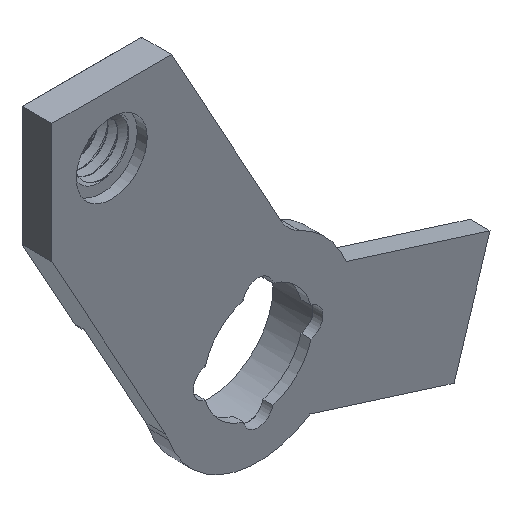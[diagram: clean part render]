
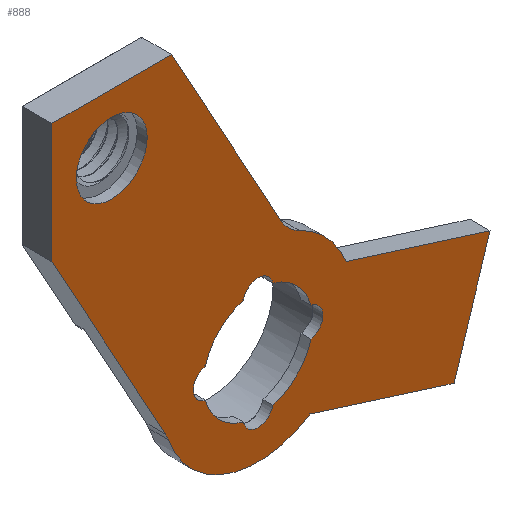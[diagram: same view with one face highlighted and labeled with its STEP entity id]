
A CAD part, isometric view. The second image highlights one B-rep face of the part: STEP entity #888.
In plain terms, the highlighted planar face has unit normal (0, -1, 0).
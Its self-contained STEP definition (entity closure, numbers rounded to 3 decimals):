
#20=FACE_BOUND('',#218,.T.);
#21=FACE_BOUND('',#219,.T.);
#35=CIRCLE('',#960,4.75);
#36=CIRCLE('',#962,4.75);
#41=CIRCLE('',#974,2.);
#42=CIRCLE('',#976,2.);
#43=CIRCLE('',#978,1.78);
#44=CIRCLE('',#979,0.75);
#45=CIRCLE('',#980,2.75);
#46=CIRCLE('',#981,0.75);
#47=CIRCLE('',#982,2.75);
#48=CIRCLE('',#983,0.75);
#49=CIRCLE('',#984,2.75);
#50=CIRCLE('',#985,0.75);
#51=CIRCLE('',#986,2.75);
#82=PLANE('',#977);
#165=FACE_OUTER_BOUND('',#217,.T.);
#217=EDGE_LOOP('',(#683,#684,#685,#686,#687,#688,#689,#690,#691,#692,#693));
#218=EDGE_LOOP('',(#694));
#219=EDGE_LOOP('',(#695,#696,#697,#698,#699,#700,#701,#702));
#272=LINE('',#1941,#332);
#282=LINE('',#1984,#342);
#284=LINE('',#1988,#344);
#300=LINE('',#2031,#360);
#303=LINE('',#2041,#363);
#304=LINE('',#2043,#364);
#305=LINE('',#2044,#365);
#332=VECTOR('',#1048,10.);
#342=VECTOR('',#1088,10.);
#344=VECTOR('',#1092,10.);
#360=VECTOR('',#1136,10.);
#363=VECTOR('',#1149,10.);
#364=VECTOR('',#1150,10.);
#365=VECTOR('',#1151,10.);
#395=VERTEX_POINT('',#1939);
#396=VERTEX_POINT('',#1940);
#414=VERTEX_POINT('',#1983);
#415=VERTEX_POINT('',#1987);
#416=VERTEX_POINT('',#1991);
#417=VERTEX_POINT('',#1995);
#427=VERTEX_POINT('',#2028);
#428=VERTEX_POINT('',#2030);
#429=VERTEX_POINT('',#2034);
#430=VERTEX_POINT('',#2040);
#431=VERTEX_POINT('',#2042);
#432=VERTEX_POINT('',#2045);
#433=VERTEX_POINT('',#2047);
#434=VERTEX_POINT('',#2048);
#435=VERTEX_POINT('',#2050);
#436=VERTEX_POINT('',#2052);
#437=VERTEX_POINT('',#2054);
#438=VERTEX_POINT('',#2056);
#439=VERTEX_POINT('',#2058);
#440=VERTEX_POINT('',#2060);
#476=EDGE_CURVE('',#395,#396,#272,.T.);
#497=EDGE_CURVE('',#414,#395,#282,.T.);
#499=EDGE_CURVE('',#415,#396,#284,.T.);
#502=EDGE_CURVE('',#416,#414,#35,.T.);
#503=EDGE_CURVE('',#415,#417,#36,.T.);
#521=EDGE_CURVE('',#427,#428,#300,.T.);
#523=EDGE_CURVE('',#429,#416,#41,.T.);
#525=EDGE_CURVE('',#417,#427,#42,.T.);
#526=EDGE_CURVE('',#430,#429,#303,.T.);
#527=EDGE_CURVE('',#430,#431,#304,.T.);
#528=EDGE_CURVE('',#431,#428,#305,.T.);
#529=EDGE_CURVE('',#432,#432,#43,.T.);
#530=EDGE_CURVE('',#433,#434,#44,.T.);
#531=EDGE_CURVE('',#434,#435,#45,.T.);
#532=EDGE_CURVE('',#435,#436,#46,.T.);
#533=EDGE_CURVE('',#436,#437,#47,.T.);
#534=EDGE_CURVE('',#437,#438,#48,.T.);
#535=EDGE_CURVE('',#438,#439,#49,.T.);
#536=EDGE_CURVE('',#439,#440,#50,.T.);
#537=EDGE_CURVE('',#440,#433,#51,.T.);
#683=ORIENTED_EDGE('',*,*,#502,.F.);
#684=ORIENTED_EDGE('',*,*,#523,.F.);
#685=ORIENTED_EDGE('',*,*,#526,.F.);
#686=ORIENTED_EDGE('',*,*,#527,.T.);
#687=ORIENTED_EDGE('',*,*,#528,.T.);
#688=ORIENTED_EDGE('',*,*,#521,.F.);
#689=ORIENTED_EDGE('',*,*,#525,.F.);
#690=ORIENTED_EDGE('',*,*,#503,.F.);
#691=ORIENTED_EDGE('',*,*,#499,.T.);
#692=ORIENTED_EDGE('',*,*,#476,.F.);
#693=ORIENTED_EDGE('',*,*,#497,.F.);
#694=ORIENTED_EDGE('',*,*,#529,.T.);
#695=ORIENTED_EDGE('',*,*,#530,.T.);
#696=ORIENTED_EDGE('',*,*,#531,.T.);
#697=ORIENTED_EDGE('',*,*,#532,.T.);
#698=ORIENTED_EDGE('',*,*,#533,.T.);
#699=ORIENTED_EDGE('',*,*,#534,.T.);
#700=ORIENTED_EDGE('',*,*,#535,.T.);
#701=ORIENTED_EDGE('',*,*,#536,.T.);
#702=ORIENTED_EDGE('',*,*,#537,.T.);
#888=ADVANCED_FACE('',(#165,#20,#21),#82,.T.);
#960=AXIS2_PLACEMENT_3D('',#1993,#1097,#1098);
#962=AXIS2_PLACEMENT_3D('',#1996,#1101,#1102);
#974=AXIS2_PLACEMENT_3D('',#2035,#1140,#1141);
#976=AXIS2_PLACEMENT_3D('',#2038,#1145,#1146);
#977=AXIS2_PLACEMENT_3D('',#2039,#1147,#1148);
#978=AXIS2_PLACEMENT_3D('',#2046,#1152,#1153);
#979=AXIS2_PLACEMENT_3D('',#2049,#1154,#1155);
#980=AXIS2_PLACEMENT_3D('',#2051,#1156,#1157);
#981=AXIS2_PLACEMENT_3D('',#2053,#1158,#1159);
#982=AXIS2_PLACEMENT_3D('',#2055,#1160,#1161);
#983=AXIS2_PLACEMENT_3D('',#2057,#1162,#1163);
#984=AXIS2_PLACEMENT_3D('',#2059,#1164,#1165);
#985=AXIS2_PLACEMENT_3D('',#2061,#1166,#1167);
#986=AXIS2_PLACEMENT_3D('',#2062,#1168,#1169);
#1048=DIRECTION('',(-0.301,0.,-0.954));
#1088=DIRECTION('',(0.954,0.,-0.301));
#1092=DIRECTION('',(0.954,0.,-0.301));
#1097=DIRECTION('center_axis',(0.,1.,0.));
#1098=DIRECTION('ref_axis',(1.,0.,0.));
#1101=DIRECTION('center_axis',(0.,1.,0.));
#1102=DIRECTION('ref_axis',(1.,0.,0.));
#1136=DIRECTION('',(-0.483,0.,0.876));
#1140=DIRECTION('center_axis',(0.,-1.,0.));
#1141=DIRECTION('ref_axis',(-0.687,0.,-0.726));
#1145=DIRECTION('center_axis',(0.,-1.,0.));
#1146=DIRECTION('ref_axis',(0.914,0.,0.406));
#1147=DIRECTION('center_axis',(0.,-1.,0.));
#1148=DIRECTION('ref_axis',(0.,0.,
-1.));
#1149=DIRECTION('',(0.483,0.,-0.876));
#1150=DIRECTION('',(-1.,0.,0.));
#1151=DIRECTION('',(0.,0.,-1.));
#1152=DIRECTION('center_axis',(0.,1.,0.));
#1153=DIRECTION('ref_axis',(-1.,0.,0.));
#1154=DIRECTION('center_axis',(0.,1.,0.));
#1155=DIRECTION('ref_axis',(1.,0.,0.));
#1156=DIRECTION('center_axis',(0.,1.,0.));
#1157=DIRECTION('ref_axis',(-1.,0.,0.));
#1158=DIRECTION('center_axis',(0.,1.,0.));
#1159=DIRECTION('ref_axis',(1.,0.,0.));
#1160=DIRECTION('center_axis',(0.,1.,0.));
#1161=DIRECTION('ref_axis',(-1.,0.,0.));
#1162=DIRECTION('center_axis',(0.,1.,0.));
#1163=DIRECTION('ref_axis',(1.,0.,0.));
#1164=DIRECTION('center_axis',(0.,1.,0.));
#1165=DIRECTION('ref_axis',(-1.,0.,0.));
#1166=DIRECTION('center_axis',(0.,1.,0.));
#1167=DIRECTION('ref_axis',(1.,0.,0.));
#1168=DIRECTION('center_axis',(0.,1.,0.));
#1169=DIRECTION('ref_axis',(-1.,0.,0.));
#1939=CARTESIAN_POINT('',(11.631,-1.,-0.522));
#1940=CARTESIAN_POINT('',(9.827,-1.,-6.244));
#1941=CARTESIAN_POINT('',(11.631,-1.,-0.522));
#1983=CARTESIAN_POINT('',(4.414,-1.,1.754));
#1984=CARTESIAN_POINT('',(9.291,-1.,0.216));
#1987=CARTESIAN_POINT('',(2.61,-1.,-3.969));
#1988=CARTESIAN_POINT('',(9.112,-1.,-6.019));
#1991=CARTESIAN_POINT('',(2.061,-1.,4.279));
#1993=CARTESIAN_POINT('Origin',(0.,-1.,0.));
#1995=CARTESIAN_POINT('',(-4.491,-1.,-1.548));
#1996=CARTESIAN_POINT('Origin',(0.,-1.,0.));
#2028=CARTESIAN_POINT('',(-4.63,-1.,-1.234));
#2030=CARTESIAN_POINT('',(-10.344,-1.,9.125));
#2031=CARTESIAN_POINT('',(-8.647,-1.,6.049));
#2034=CARTESIAN_POINT('',(1.178,-1.,5.115));
#2035=CARTESIAN_POINT('Origin',(2.929,-1.,6.081));
#2038=CARTESIAN_POINT('Origin',(-6.381,-1.,-2.2));
#2039=CARTESIAN_POINT('Origin',(-9.8,-1.,15.454));
#2040=CARTESIAN_POINT('',(-4.344,-1.,15.125));
#2041=CARTESIAN_POINT('',(0.888,-1.,5.641));
#2042=CARTESIAN_POINT('',(-10.344,-1.,15.125));
#2043=CARTESIAN_POINT('',(8.696,-1.,15.125));
#2044=CARTESIAN_POINT('',(-10.344,-1.,15.125));
#2045=CARTESIAN_POINT('',(-5.564,-1.,12.125));
#2046=CARTESIAN_POINT('Origin',(-7.344,-1.,12.125));
#2047=CARTESIAN_POINT('',(-2.65,-1.,-0.735));
#2048=CARTESIAN_POINT('',(-2.65,-1.,0.735));
#2049=CARTESIAN_POINT('Origin',(-2.5,-1.,0.));
#2050=CARTESIAN_POINT('',(-0.735,-1.,2.65));
#2051=CARTESIAN_POINT('Origin',(0.,-1.,0.));
#2052=CARTESIAN_POINT('',(0.735,-1.,2.65));
#2053=CARTESIAN_POINT('Origin',(0.,-1.,2.5));
#2054=CARTESIAN_POINT('',(2.65,-1.,0.735));
#2055=CARTESIAN_POINT('Origin',(0.,-1.,0.));
#2056=CARTESIAN_POINT('',(2.65,-1.,-0.735));
#2057=CARTESIAN_POINT('Origin',(2.5,-1.,0.));
#2058=CARTESIAN_POINT('',(0.735,-1.,-2.65));
#2059=CARTESIAN_POINT('Origin',(0.,-1.,0.));
#2060=CARTESIAN_POINT('',(-0.735,-1.,-2.65));
#2061=CARTESIAN_POINT('Origin',(0.,-1.,-2.5));
#2062=CARTESIAN_POINT('Origin',(0.,-1.,0.));
